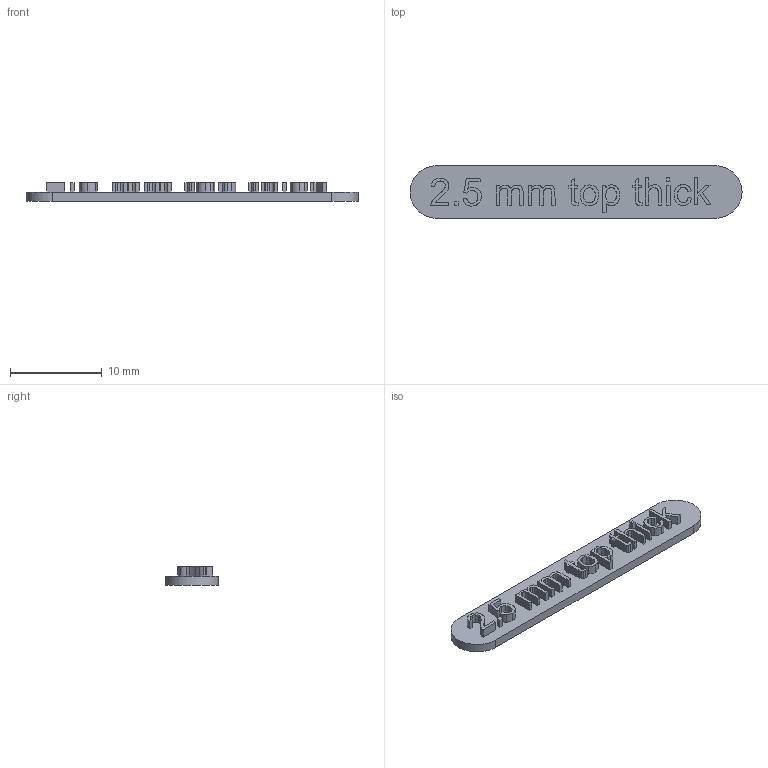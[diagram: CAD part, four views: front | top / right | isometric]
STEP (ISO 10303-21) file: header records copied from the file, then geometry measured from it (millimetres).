
FILE_DESCRIPTION(/* description */ (''),/* implementation_level */ '2;1');
FILE_NAME(/* name */ '2.5mm top thick.step',/* time_stamp */ '2023-08-05T18:46:52+01:00',/* author */ (''),/* organization */ (''),/* preprocessor_version */ 'ST-DEVELOPER v20',/* originating_system */ 'Autodesk Translation Framework v12.9.0.99',/* authorisation */ '');
FILE_SCHEMA (('AUTOMOTIVE_DESIGN { 1 0 10303 214 3 1 1 }'));
Length unit declared in the file: millimetre
Products named in the file (1): 2.5mm top thick
Bounding box: 36.26 x 5.73 x 2 mm (x, y, z)
Volume: 225.8 mm3; surface area: 666.8 mm2
Topology: 12 solids, 12 shells, 271 faces, 732 edges, 488 vertices
Faces by surface type: bspline 144, plane 125, cylinder 2
Entity records: 9800 total; most frequent: CARTESIAN_POINT 3940, ORIENTED_EDGE 1464, EDGE_CURVE 732, DIRECTION 704, VERTEX_POINT 488, LINE 440, VECTOR 440, B_SPLINE_CURVE_WITH_KNOTS 288
